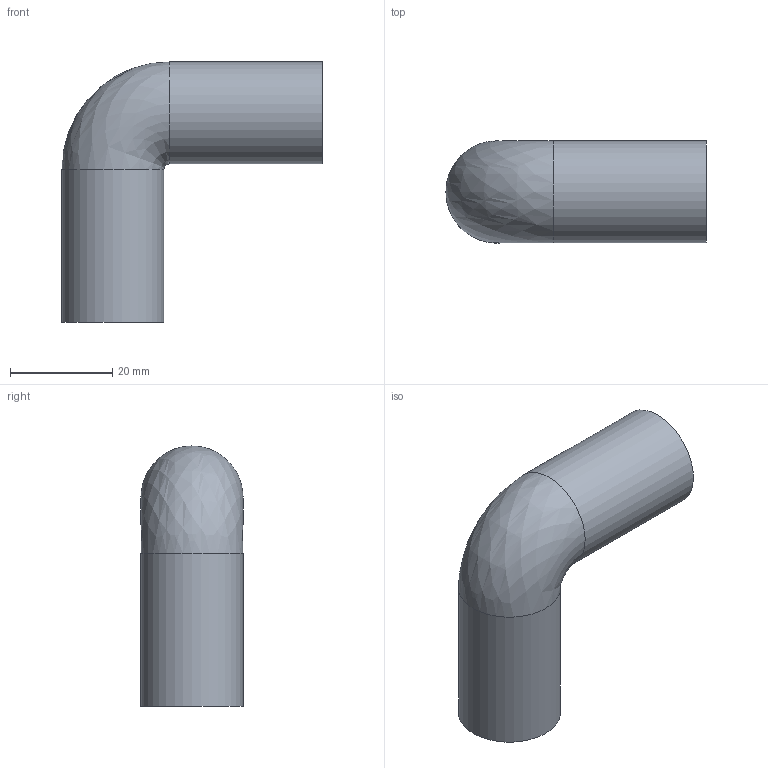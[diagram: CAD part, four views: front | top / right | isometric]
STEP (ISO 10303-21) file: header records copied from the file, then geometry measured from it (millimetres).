
FILE_DESCRIPTION(('FreeCAD Model'),'2;1');
FILE_NAME('PipeSolidFluid.step', '2020-09-04T16:32:08',('Author'),(''), 'Open CASCADE STEP processor 7.4','FreeCAD','Unknown');
FILE_SCHEMA(('AUTOMOTIVE_DESIGN { 1 0 10303 214 1 1 1 1 }'));
Length unit declared in the file: millimetre
Products named in the file (3): PipeSolidFluid; Fluid; Solid
Assembly tree (2 placements, depth 2):
  PipeSolidFluid
    Fluid
    Solid
Bounding box: 51 x 20 x 51 mm (x, y, z)
Volume: 24520.6 mm3; surface area: 5975.7 mm2
Topology: 2 solids, 2 shells, 10 faces, 14 edges, 8 vertices
Faces by surface type: plane 4, cylinder 2, revolution 2, extrusion 2
Full cylindrical faces by diameter (mm): 2 x1, 20 x1
Entity records: 478 total; most frequent: DIRECTION 82, CARTESIAN_POINT 65, VECTOR 30, ORIENTED_EDGE 28, PCURVE 28, DEFINITIONAL_REPRESENTATION 28, LINE 28, AXIS2_PLACEMENT_3D 23
